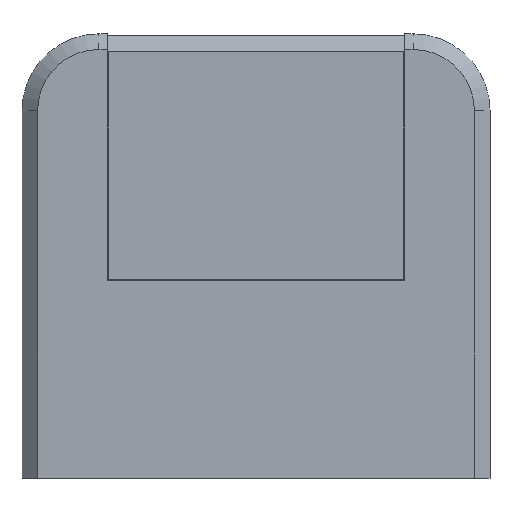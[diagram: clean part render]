
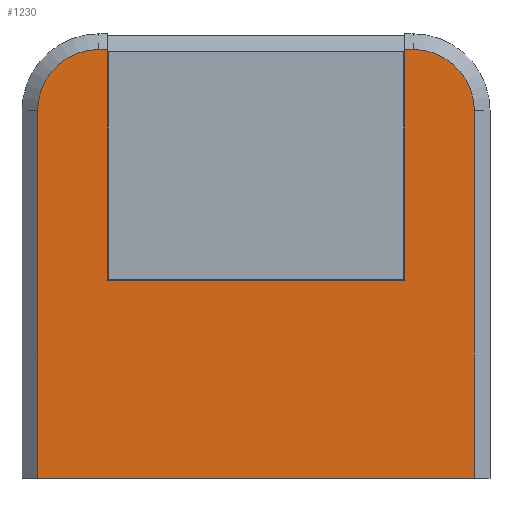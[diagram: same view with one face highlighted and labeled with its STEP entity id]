
A CAD part, front view. The second image highlights one B-rep face of the part: STEP entity #1230.
In plain terms, the highlighted planar face has unit normal (0, -1, 0).
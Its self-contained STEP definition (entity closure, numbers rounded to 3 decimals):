
#30=CIRCLE('',#1311,7.858);
#31=CIRCLE('',#1312,7.858);
#46=FACE_OUTER_BOUND('',#111,.T.);
#111=EDGE_LOOP('',(#841,#842,#843,#844,#845,#846,#847,#848,#849,#850));
#184=LINE('',#1735,#353);
#190=LINE('',#1746,#359);
#198=LINE('',#1762,#367);
#199=LINE('',#1764,#368);
#200=LINE('',#1768,#369);
#201=LINE('',#1770,#370);
#202=LINE('',#1772,#371);
#203=LINE('',#1775,#372);
#353=VECTOR('',#1404,10.);
#359=VECTOR('',#1414,10.);
#367=VECTOR('',#1424,10.);
#368=VECTOR('',#1425,10.);
#369=VECTOR('',#1428,10.);
#370=VECTOR('',#1429,10.);
#371=VECTOR('',#1430,10.);
#372=VECTOR('',#1433,10.);
#520=VERTEX_POINT('',#1732);
#521=VERTEX_POINT('',#1734);
#524=VERTEX_POINT('',#1745);
#531=VERTEX_POINT('',#1761);
#532=VERTEX_POINT('',#1763);
#533=VERTEX_POINT('',#1765);
#534=VERTEX_POINT('',#1767);
#535=VERTEX_POINT('',#1769);
#536=VERTEX_POINT('',#1771);
#537=VERTEX_POINT('',#1773);
#640=EDGE_CURVE('',#521,#520,#184,.T.);
#646=EDGE_CURVE('',#524,#521,#190,.T.);
#654=EDGE_CURVE('',#520,#531,#198,.T.);
#655=EDGE_CURVE('',#532,#531,#199,.T.);
#656=EDGE_CURVE('',#533,#532,#30,.T.);
#657=EDGE_CURVE('',#534,#533,#200,.T.);
#658=EDGE_CURVE('',#535,#534,#201,.T.);
#659=EDGE_CURVE('',#536,#535,#202,.T.);
#660=EDGE_CURVE('',#537,#536,#31,.T.);
#661=EDGE_CURVE('',#524,#537,#203,.T.);
#841=ORIENTED_EDGE('',*,*,#646,.T.);
#842=ORIENTED_EDGE('',*,*,#640,.T.);
#843=ORIENTED_EDGE('',*,*,#654,.T.);
#844=ORIENTED_EDGE('',*,*,#655,.F.);
#845=ORIENTED_EDGE('',*,*,#656,.F.);
#846=ORIENTED_EDGE('',*,*,#657,.F.);
#847=ORIENTED_EDGE('',*,*,#658,.F.);
#848=ORIENTED_EDGE('',*,*,#659,.F.);
#849=ORIENTED_EDGE('',*,*,#660,.F.);
#850=ORIENTED_EDGE('',*,*,#661,.F.);
#1171=PLANE('',#1310);
#1230=ADVANCED_FACE('',(#46),#1171,.F.);
#1310=AXIS2_PLACEMENT_3D('',#1760,#1422,#1423);
#1311=AXIS2_PLACEMENT_3D('',#1766,#1426,#1427);
#1312=AXIS2_PLACEMENT_3D('',#1774,#1431,#1432);
#1404=DIRECTION('',(-1.,0.,0.));
#1414=DIRECTION('',(0.,0.,-1.));
#1422=DIRECTION('center_axis',(0.,1.,0.));
#1423=DIRECTION('ref_axis',(-1.,0.,0.));
#1424=DIRECTION('',(0.,0.,1.));
#1425=DIRECTION('',(1.,0.,0.));
#1426=DIRECTION('center_axis',(0.,1.,0.));
#1427=DIRECTION('ref_axis',(0.,0.,1.));
#1428=DIRECTION('',(0.,0.,1.));
#1429=DIRECTION('',(-1.,0.,0.));
#1430=DIRECTION('',(0.,0.,-1.));
#1431=DIRECTION('center_axis',(0.,1.,0.));
#1432=DIRECTION('ref_axis',(1.,0.,0.));
#1433=DIRECTION('',(1.,0.,0.));
#1732=CARTESIAN_POINT('',(63.322,21.64,18.134));
#1734=CARTESIAN_POINT('',(101.422,21.64,18.134));
#1735=CARTESIAN_POINT('',(87.847,21.64,18.134));
#1745=CARTESIAN_POINT('',(101.422,21.64,47.737));
#1746=CARTESIAN_POINT('',(101.422,21.64,6.96));
#1760=CARTESIAN_POINT('Origin',(112.372,21.64,-4.215));
#1761=CARTESIAN_POINT('',(63.322,21.64,47.737));
#1762=CARTESIAN_POINT('',(63.322,21.64,14.86));
#1763=CARTESIAN_POINT('',(62.23,21.64,47.737));
#1764=CARTESIAN_POINT('',(107.443,21.64,47.737));
#1765=CARTESIAN_POINT('',(54.372,21.64,39.879));
#1766=CARTESIAN_POINT('Origin',(62.23,21.64,39.879));
#1767=CARTESIAN_POINT('',(54.372,21.64,-7.215));
#1768=CARTESIAN_POINT('',(54.372,21.64,-4.215));
#1769=CARTESIAN_POINT('',(110.372,21.64,-7.215));
#1770=CARTESIAN_POINT('',(97.372,21.64,-7.215));
#1771=CARTESIAN_POINT('',(110.372,21.64,39.879));
#1772=CARTESIAN_POINT('',(110.372,21.64,-4.215));
#1773=CARTESIAN_POINT('',(102.514,21.64,47.737));
#1774=CARTESIAN_POINT('Origin',(102.514,21.64,39.879));
#1775=CARTESIAN_POINT('',(107.443,21.64,47.737));
